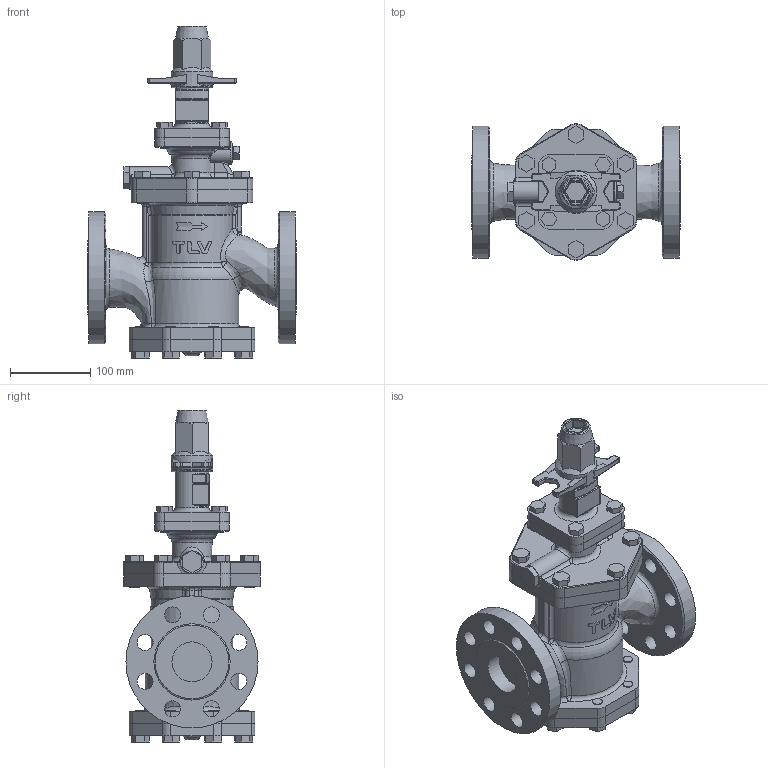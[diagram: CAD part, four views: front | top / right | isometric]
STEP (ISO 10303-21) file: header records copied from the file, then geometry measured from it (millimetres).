
FILE_DESCRIPTION(/* description */ (''),/* implementation_level */ '2;1');
FILE_NAME(/* name */ 'csr16-050-a0300-00.stp',/* time_stamp */ '2017-05-12T12:47:37+09:00',/* author */ ('nakaot'),/* organization */ (''),/* preprocessor_version */ 'ST-DEVELOPER v15.6',/* originating_system */ 'Autodesk Inventor 2015',/* authorisation */ '');
FILE_SCHEMA (('CONFIG_CONTROL_DESIGN'));
Length unit declared in the file: millimetre
Products named in the file (1): csr16-050-a0300-00
Bounding box: 261 x 171.16 x 414.8 mm (x, y, z)
Volume: 4467180.2 mm3; surface area: 442901.4 mm2
Topology: 2 solids, 3 shells, 833 faces, 2012 edges, 1254 vertices
Faces by surface type: plane 341, cylinder 246, bspline 144, torus 62, sphere 26, cone 14
Full cylindrical faces by diameter (mm): 10 x8, 12 x30, 14 x14, 14.376 x2, 20 x16, 28 x1, 42 x1, 50 x4, 52 x1, 77.104 x1, 165 x2
Entity records: 29144 total; most frequent: CARTESIAN_POINT 10773, ORIENTED_EDGE 3726, DIRECTION 3646, EDGE_CURVE 1863, AXIS2_PLACEMENT_3D 1397, VERTEX_POINT 1212, EDGE_LOOP 1075, LINE 852
